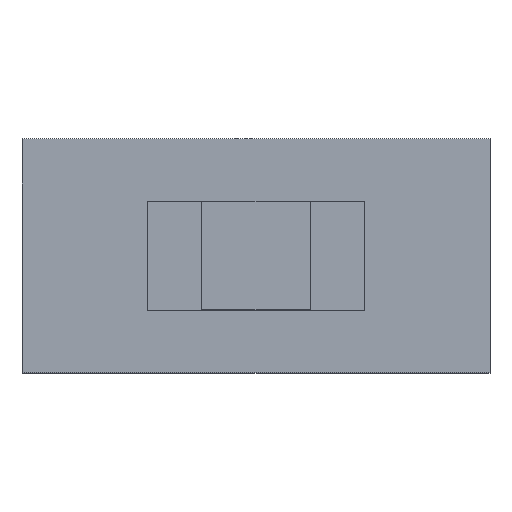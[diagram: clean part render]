
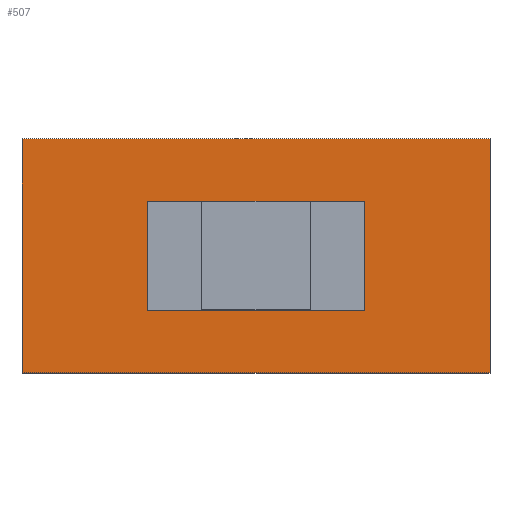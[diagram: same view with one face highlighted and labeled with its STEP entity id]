
A CAD part, top view. The second image highlights one B-rep face of the part: STEP entity #507.
In plain terms, the highlighted planar face has unit normal (0, 0, 1).
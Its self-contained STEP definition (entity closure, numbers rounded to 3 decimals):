
#84 = FACE_BOUND ( 'NONE', #1614, .T. ) ;
#87 = VECTOR ( 'NONE', #990, 1000. ) ;
#116 = DIRECTION ( 'NONE',  ( 0., -1., 0. ) ) ;
#121 = AXIS2_PLACEMENT_3D ( 'NONE', #2021, #575, #1415 ) ;
#152 = EDGE_CURVE ( 'NONE', #477, #1399, #1990, .T. ) ;
#183 = ORIENTED_EDGE ( 'NONE', *, *, #216, .F. ) ;
#202 = VERTEX_POINT ( 'NONE', #2059 ) ;
#216 = EDGE_CURVE ( 'NONE', #742, #1173, #947, .T. ) ;
#247 = LINE ( 'NONE', #1592, #802 ) ;
#310 = VERTEX_POINT ( 'NONE', #2099 ) ;
#331 = CARTESIAN_POINT ( 'NONE',  ( 2., 1., 4. ) ) ;
#343 = LINE ( 'NONE', #2081, #1546 ) ;
#350 = ORIENTED_EDGE ( 'NONE', *, *, #152, .F. ) ;
#376 = DIRECTION ( 'NONE',  ( 1., 0., 0. ) ) ;
#477 = VERTEX_POINT ( 'NONE', #1737 ) ;
#507 = ADVANCED_FACE ( 'NONE', ( #84, #611 ), #1238, .T. ) ;
#516 = EDGE_CURVE ( 'NONE', #202, #1331, #1884, .T. ) ;
#545 = CARTESIAN_POINT ( 'NONE',  ( -4.3, 2.15, 4. ) ) ;
#572 = CARTESIAN_POINT ( 'NONE',  ( 2., 1., 4. ) ) ;
#575 = DIRECTION ( 'NONE',  ( 0., 0., 1. ) ) ;
#611 = FACE_OUTER_BOUND ( 'NONE', #739, .T. ) ;
#623 = EDGE_CURVE ( 'NONE', #1399, #742, #2069, .T. ) ;
#670 = VECTOR ( 'NONE', #933, 1000. ) ;
#718 = EDGE_CURVE ( 'NONE', #310, #1756, #1626, .T. ) ;
#728 = CARTESIAN_POINT ( 'NONE',  ( -4.3, -2.15, 4. ) ) ;
#736 = CARTESIAN_POINT ( 'NONE',  ( -4.3, 2.15, 4. ) ) ;
#739 = EDGE_LOOP ( 'NONE', ( #950, #1119, #1890, #1375 ) ) ;
#742 = VERTEX_POINT ( 'NONE', #572 ) ;
#802 = VECTOR ( 'NONE', #116, 1000. ) ;
#933 = DIRECTION ( 'NONE',  ( -1., 0., 0. ) ) ;
#947 = LINE ( 'NONE', #1407, #670 ) ;
#950 = ORIENTED_EDGE ( 'NONE', *, *, #1379, .T. ) ;
#990 = DIRECTION ( 'NONE',  ( 0., 1., 0. ) ) ;
#1119 = ORIENTED_EDGE ( 'NONE', *, *, #516, .T. ) ;
#1166 = EDGE_CURVE ( 'NONE', #1331, #310, #1211, .T. ) ;
#1173 = VERTEX_POINT ( 'NONE', #2013 ) ;
#1192 = ORIENTED_EDGE ( 'NONE', *, *, #1610, .F. ) ;
#1211 = LINE ( 'NONE', #545, #1327 ) ;
#1228 = DIRECTION ( 'NONE',  ( -1., 0., 0. ) ) ;
#1238 = PLANE ( 'NONE',  #121 ) ;
#1294 = CARTESIAN_POINT ( 'NONE',  ( -4.3, 2.15, 4. ) ) ;
#1304 = DIRECTION ( 'NONE',  ( 0., 1., 0. ) ) ;
#1327 = VECTOR ( 'NONE', #1383, 1000. ) ;
#1331 = VERTEX_POINT ( 'NONE', #1294 ) ;
#1336 = CARTESIAN_POINT ( 'NONE',  ( 2., -1., 4. ) ) ;
#1345 = VECTOR ( 'NONE', #376, 1000. ) ;
#1353 = VECTOR ( 'NONE', #1228, 1000. ) ;
#1375 = ORIENTED_EDGE ( 'NONE', *, *, #718, .T. ) ;
#1379 = EDGE_CURVE ( 'NONE', #1756, #202, #343, .T. ) ;
#1383 = DIRECTION ( 'NONE',  ( 0., -1., 0. ) ) ;
#1399 = VERTEX_POINT ( 'NONE', #1336 ) ;
#1407 = CARTESIAN_POINT ( 'NONE',  ( -2., 1., 4. ) ) ;
#1415 = DIRECTION ( 'NONE',  ( 1., 0., 0. ) ) ;
#1546 = VECTOR ( 'NONE', #1304, 1000. ) ;
#1592 = CARTESIAN_POINT ( 'NONE',  ( -2., 1., 4. ) ) ;
#1610 = EDGE_CURVE ( 'NONE', #1173, #477, #247, .T. ) ;
#1614 = EDGE_LOOP ( 'NONE', ( #1830, #350, #1192, #183 ) ) ;
#1626 = LINE ( 'NONE', #728, #1979 ) ;
#1644 = DIRECTION ( 'NONE',  ( 1., 0., 0. ) ) ;
#1737 = CARTESIAN_POINT ( 'NONE',  ( -2., -1., 4. ) ) ;
#1756 = VERTEX_POINT ( 'NONE', #1775 ) ;
#1775 = CARTESIAN_POINT ( 'NONE',  ( 4.3, -2.15, 4. ) ) ;
#1830 = ORIENTED_EDGE ( 'NONE', *, *, #623, .F. ) ;
#1884 = LINE ( 'NONE', #736, #1353 ) ;
#1890 = ORIENTED_EDGE ( 'NONE', *, *, #1166, .T. ) ;
#1979 = VECTOR ( 'NONE', #1644, 1000. ) ;
#1990 = LINE ( 'NONE', #1999, #1345 ) ;
#1999 = CARTESIAN_POINT ( 'NONE',  ( -2., -1., 4. ) ) ;
#2013 = CARTESIAN_POINT ( 'NONE',  ( -2., 1., 4. ) ) ;
#2021 = CARTESIAN_POINT ( 'NONE',  ( 0., 0., 4. ) ) ;
#2059 = CARTESIAN_POINT ( 'NONE',  ( 4.3, 2.15, 4. ) ) ;
#2069 = LINE ( 'NONE', #331, #87 ) ;
#2081 = CARTESIAN_POINT ( 'NONE',  ( 4.3, 2.15, 4. ) ) ;
#2099 = CARTESIAN_POINT ( 'NONE',  ( -4.3, -2.15, 4. ) ) ;
